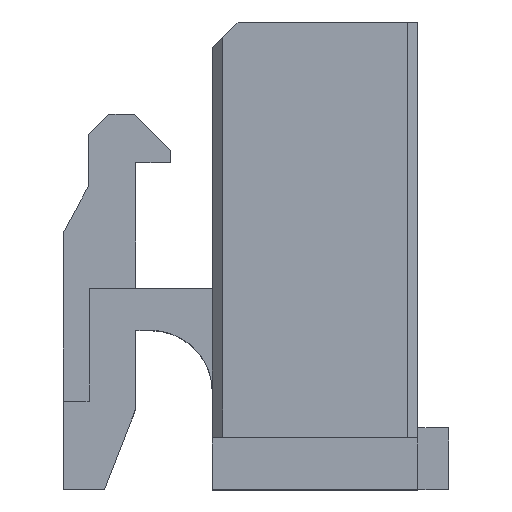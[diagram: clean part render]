
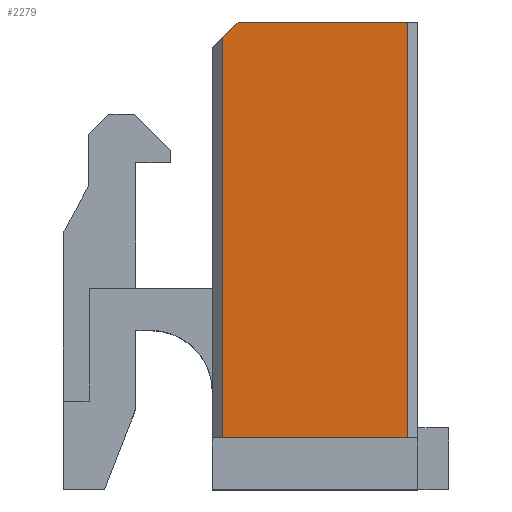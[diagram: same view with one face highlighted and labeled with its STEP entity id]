
A CAD part, top view. The second image highlights one B-rep face of the part: STEP entity #2279.
In plain terms, the highlighted planar face has unit normal (0, 0, 1).
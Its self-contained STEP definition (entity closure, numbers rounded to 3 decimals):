
#131 = CARTESIAN_POINT ( 'NONE',  ( 1.8, -3.55, 2.85 ) ) ;
#132 = EDGE_CURVE ( 'NONE', #526, #455, #2256, .T. ) ;
#166 = CARTESIAN_POINT ( 'NONE',  ( 1.8, 4.55, 2.85 ) ) ;
#237 = DIRECTION ( 'NONE',  ( -0.707, -0.707, 0. ) ) ;
#277 = CARTESIAN_POINT ( 'NONE',  ( 1.8, 4.55, 2.85 ) ) ;
#292 = DIRECTION ( 'NONE',  ( -1., 0., 0. ) ) ;
#350 = VERTEX_POINT ( 'NONE', #277 ) ;
#436 = CARTESIAN_POINT ( 'NONE',  ( -1.5, 4.55, 2.85 ) ) ;
#443 = DIRECTION ( 'NONE',  ( -1., 0., 0. ) ) ;
#455 = VERTEX_POINT ( 'NONE', #1023 ) ;
#456 = CARTESIAN_POINT ( 'NONE',  ( 1.8, 4.55, 2.85 ) ) ;
#526 = VERTEX_POINT ( 'NONE', #1541 ) ;
#566 = LINE ( 'NONE', #592, #1576 ) ;
#577 = DIRECTION ( 'NONE',  ( 0., 1., 0. ) ) ;
#581 = DIRECTION ( 'NONE',  ( 0., -1., 0. ) ) ;
#592 = CARTESIAN_POINT ( 'NONE',  ( -1.8, -3.55, 2.85 ) ) ;
#977 = DIRECTION ( 'NONE',  ( 0., 0., -1. ) ) ;
#990 = VERTEX_POINT ( 'NONE', #1211 ) ;
#1000 = EDGE_CURVE ( 'NONE', #350, #2535, #1411, .T. ) ;
#1023 = CARTESIAN_POINT ( 'NONE',  ( -1.8, 4.25, 2.85 ) ) ;
#1211 = CARTESIAN_POINT ( 'NONE',  ( -1.8, -3.55, 2.85 ) ) ;
#1215 = EDGE_CURVE ( 'NONE', #2535, #990, #2294, .T. ) ;
#1344 = EDGE_CURVE ( 'NONE', #990, #455, #566, .T. ) ;
#1411 = LINE ( 'NONE', #166, #1820 ) ;
#1418 = CARTESIAN_POINT ( 'NONE',  ( 4., 5.191, 2.85 ) ) ;
#1433 = EDGE_LOOP ( 'NONE', ( #2320, #2618, #2199, #1737, #2130 ) ) ;
#1541 = CARTESIAN_POINT ( 'NONE',  ( -1.5, 4.55, 2.85 ) ) ;
#1576 = VECTOR ( 'NONE', #577, 1000. ) ;
#1737 = ORIENTED_EDGE ( 'NONE', *, *, #2008, .T. ) ;
#1820 = VECTOR ( 'NONE', #581, 1000. ) ;
#1829 = PLANE ( 'NONE',  #2305 ) ;
#1987 = FACE_OUTER_BOUND ( 'NONE', #1433, .T. ) ;
#2008 = EDGE_CURVE ( 'NONE', #350, #526, #2106, .T. ) ;
#2106 = LINE ( 'NONE', #456, #2222 ) ;
#2130 = ORIENTED_EDGE ( 'NONE', *, *, #132, .T. ) ;
#2178 = VECTOR ( 'NONE', #237, 1000. ) ;
#2199 = ORIENTED_EDGE ( 'NONE', *, *, #1000, .F. ) ;
#2222 = VECTOR ( 'NONE', #443, 1000. ) ;
#2225 = DIRECTION ( 'NONE',  ( 0., -1., 0. ) ) ;
#2256 = LINE ( 'NONE', #436, #2178 ) ;
#2279 = ADVANCED_FACE ( 'NONE', ( #1987 ), #1829, .F. ) ;
#2294 = LINE ( 'NONE', #2308, #2543 ) ;
#2305 = AXIS2_PLACEMENT_3D ( 'NONE', #1418, #977, #2225 ) ;
#2308 = CARTESIAN_POINT ( 'NONE',  ( 1.8, -3.55, 2.85 ) ) ;
#2320 = ORIENTED_EDGE ( 'NONE', *, *, #1344, .F. ) ;
#2535 = VERTEX_POINT ( 'NONE', #131 ) ;
#2543 = VECTOR ( 'NONE', #292, 1000. ) ;
#2618 = ORIENTED_EDGE ( 'NONE', *, *, #1215, .F. ) ;
